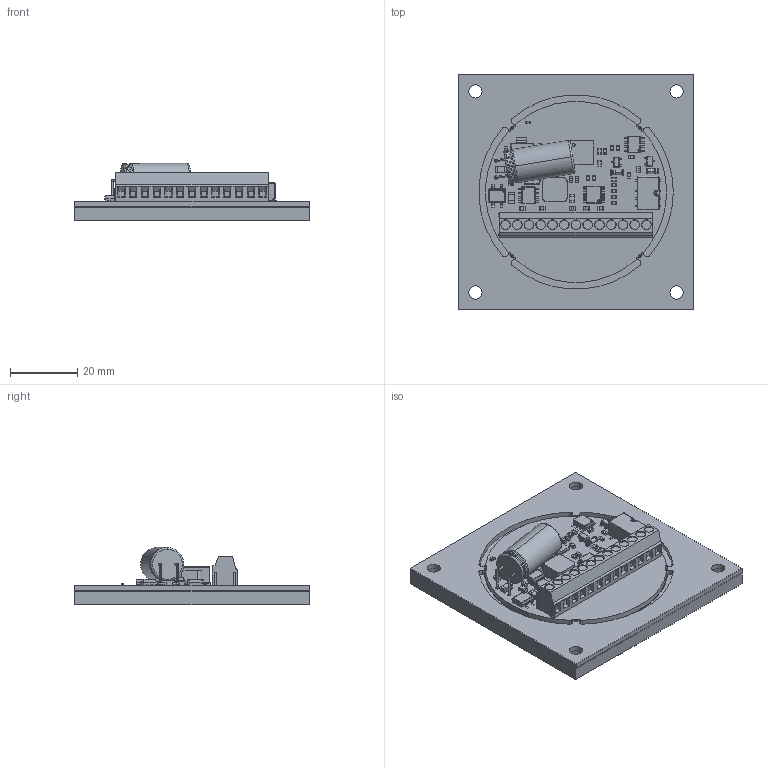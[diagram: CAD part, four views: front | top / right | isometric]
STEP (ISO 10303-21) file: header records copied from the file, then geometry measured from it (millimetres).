
FILE_DESCRIPTION (( 'STEP AP214' ), '1' );
FILE_NAME ('K1W_STPALL2.STEP', '2024-02-19T09:06:03', ( '' ), ( '' ), 'SwSTEP 2.0', 'SolidWorks 2020', '' );
FILE_SCHEMA (( 'AUTOMOTIVE_DESIGN' ));
Length unit declared in the file: millimetre
Products named in the file (5): K1W_STPALL2; Contrôleur 5; PCB0066-PCB CONTROLLER; PP0386-INSULATE FOAM ISO_coll‚; EP0426-Capacitor Radial 10x20 25V-1000湩_BTAC
Assembly tree (4 placements, depth 3):
  K1W_STPALL2
    PCB0066-PCB CONTROLLER
      Contrôleur 5
      EP0426-Capacitor Radial 10x20 25V-1000湩_BTAC
    PP0386-INSULATE FOAM ISO_coll‚
Bounding box: 70 x 70 x 17.05 mm (x, y, z)
Volume: 20983.2 mm3; surface area: 37331.2 mm2
Topology: 4 solids, 254 shells, 4025 faces, 8552 edges, 5100 vertices
Faces by surface type: plane 2916, cylinder 878, bspline 115, sphere 72, cone 26, torus 18
Entity records: 156888 total; most frequent: CARTESIAN_POINT 25571, DIRECTION 17636, ORIENTED_EDGE 17086, EDGE_CURVE 8548, LINE 6638, VECTOR 6638, AXIS2_PLACEMENT_3D 5499, VERTEX_POINT 5100
